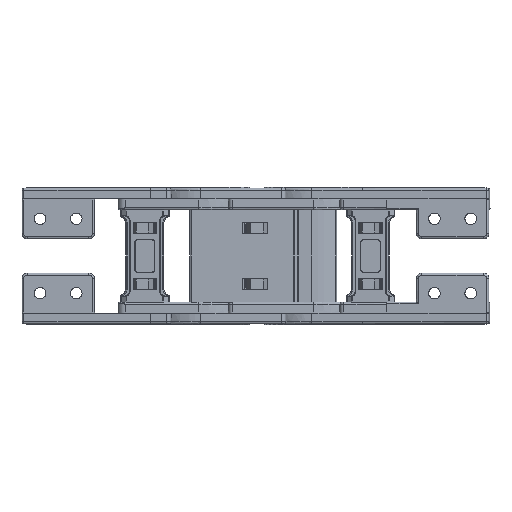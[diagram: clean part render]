
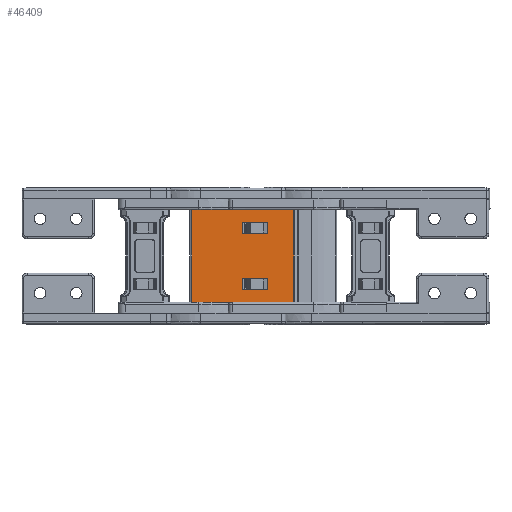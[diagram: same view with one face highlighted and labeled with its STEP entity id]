
A CAD part, front view. The second image highlights one B-rep face of the part: STEP entity #46409.
In plain terms, the highlighted planar face has unit normal (0, -1, 0).
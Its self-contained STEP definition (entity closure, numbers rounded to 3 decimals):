
#976 = EDGE_CURVE ( 'NONE', #18143, #5695, #20743, .T. ) ;
#1971 = VERTEX_POINT ( 'NONE', #63528 ) ;
#3661 = CARTESIAN_POINT ( 'NONE',  ( -77.484, 143.854, 36.447 ) ) ;
#3665 = VECTOR ( 'NONE', #87012, 1000. ) ;
#3683 = LINE ( 'NONE', #73655, #4931 ) ;
#3811 = EDGE_CURVE ( 'NONE', #1971, #4310, #76936, .T. ) ;
#4278 = VECTOR ( 'NONE', #14763, 1000. ) ;
#4310 = VERTEX_POINT ( 'NONE', #47991 ) ;
#4931 = VECTOR ( 'NONE', #56796, 1000. ) ;
#5312 = VECTOR ( 'NONE', #49898, 1000. ) ;
#5695 = VERTEX_POINT ( 'NONE', #45429 ) ;
#6740 = ORIENTED_EDGE ( 'NONE', *, *, #42855, .F. ) ;
#10596 = LINE ( 'NONE', #89256, #15603 ) ;
#11589 = EDGE_CURVE ( 'NONE', #39376, #70139, #93766, .T. ) ;
#13261 = VERTEX_POINT ( 'NONE', #36818 ) ;
#14763 = DIRECTION ( 'NONE',  ( 1., 0., 0. ) ) ;
#15603 = VECTOR ( 'NONE', #65423, 1000. ) ;
#18143 = VERTEX_POINT ( 'NONE', #104116 ) ;
#19011 = EDGE_CURVE ( 'NONE', #70139, #67209, #43112, .T. ) ;
#19628 = EDGE_LOOP ( 'NONE', ( #25873, #51177, #79717, #94534 ) ) ;
#20743 = LINE ( 'NONE', #95061, #33322 ) ;
#23034 = EDGE_CURVE ( 'NONE', #4310, #13261, #3683, .T. ) ;
#23405 = DIRECTION ( 'NONE',  ( 0., 0., 1. ) ) ;
#23430 = LINE ( 'NONE', #28526, #61180 ) ;
#23856 = CARTESIAN_POINT ( 'NONE',  ( -77.484, 143.854, 42.747 ) ) ;
#23867 = ORIENTED_EDGE ( 'NONE', *, *, #19011, .T. ) ;
#23891 = EDGE_CURVE ( 'NONE', #43031, #39376, #67477, .T. ) ;
#24134 = LINE ( 'NONE', #59365, #5312 ) ;
#24805 = AXIS2_PLACEMENT_3D ( 'NONE', #73416, #81478, #89515 ) ;
#25077 = LINE ( 'NONE', #52268, #3665 ) ;
#25873 = ORIENTED_EDGE ( 'NONE', *, *, #23034, .T. ) ;
#28526 = CARTESIAN_POINT ( 'NONE',  ( -49.264, 143.854, 131.117 ) ) ;
#33322 = VECTOR ( 'NONE', #23405, 1000. ) ;
#35719 = LINE ( 'NONE', #23856, #4278 ) ;
#36818 = CARTESIAN_POINT ( 'NONE',  ( -105.464, 143.854, -1.503 ) ) ;
#39376 = VERTEX_POINT ( 'NONE', #69207 ) ;
#39656 = DIRECTION ( 'NONE',  ( 0., 0., -1. ) ) ;
#42855 = EDGE_CURVE ( 'NONE', #5695, #49971, #24134, .T. ) ;
#43031 = VERTEX_POINT ( 'NONE', #100660 ) ;
#43112 = LINE ( 'NONE', #59046, #73294 ) ;
#43120 = CARTESIAN_POINT ( 'NONE',  ( -80.484, 143.854, 49.497 ) ) ;
#45429 = CARTESIAN_POINT ( 'NONE',  ( -63.484, 143.854, 11.547 ) ) ;
#46409 = ADVANCED_FACE ( 'NONE', ( #56558, #75420, #89174 ), #65337, .F. ) ;
#46721 = EDGE_CURVE ( 'NONE', #82170, #13261, #25077, .T. ) ;
#47341 = VERTEX_POINT ( 'NONE', #101556 ) ;
#47991 = CARTESIAN_POINT ( 'NONE',  ( -105.464, 143.854, 49.497 ) ) ;
#49898 = DIRECTION ( 'NONE',  ( -1., 0., 0. ) ) ;
#49971 = VERTEX_POINT ( 'NONE', #52926 ) ;
#51177 = ORIENTED_EDGE ( 'NONE', *, *, #46721, .F. ) ;
#52268 = CARTESIAN_POINT ( 'NONE',  ( -80.484, 143.854, -1.503 ) ) ;
#52926 = CARTESIAN_POINT ( 'NONE',  ( -77.484, 143.854, 11.547 ) ) ;
#56558 = FACE_BOUND ( 'NONE', #93216, .T. ) ;
#56796 = DIRECTION ( 'NONE',  ( 0., 0., -1. ) ) ;
#57806 = VECTOR ( 'NONE', #72135, 1000. ) ;
#59046 = CARTESIAN_POINT ( 'NONE',  ( -77.484, 143.854, 36.447 ) ) ;
#59238 = ORIENTED_EDGE ( 'NONE', *, *, #23891, .T. ) ;
#59365 = CARTESIAN_POINT ( 'NONE',  ( -77.484, 143.854, 11.547 ) ) ;
#59505 = EDGE_CURVE ( 'NONE', #1971, #82170, #23430, .T. ) ;
#60512 = ORIENTED_EDGE ( 'NONE', *, *, #93624, .F. ) ;
#61180 = VECTOR ( 'NONE', #91716, 1000. ) ;
#62541 = CARTESIAN_POINT ( 'NONE',  ( -77.484, 143.854, 36.447 ) ) ;
#63528 = CARTESIAN_POINT ( 'NONE',  ( -49.264, 143.854, 49.497 ) ) ;
#65071 = CARTESIAN_POINT ( 'NONE',  ( -77.484, 143.854, 42.747 ) ) ;
#65337 = PLANE ( 'NONE',  #24805 ) ;
#65423 = DIRECTION ( 'NONE',  ( 1., 0., 0. ) ) ;
#67209 = VERTEX_POINT ( 'NONE', #65071 ) ;
#67477 = LINE ( 'NONE', #86042, #101285 ) ;
#69207 = CARTESIAN_POINT ( 'NONE',  ( -63.484, 143.854, 36.447 ) ) ;
#70139 = VERTEX_POINT ( 'NONE', #3661 ) ;
#70781 = EDGE_CURVE ( 'NONE', #67209, #43031, #35719, .T. ) ;
#71838 = ORIENTED_EDGE ( 'NONE', *, *, #11589, .T. ) ;
#71928 = CARTESIAN_POINT ( 'NONE',  ( -49.264, 143.854, -1.503 ) ) ;
#72135 = DIRECTION ( 'NONE',  ( 0., 0., -1. ) ) ;
#72428 = VECTOR ( 'NONE', #94112, 1000. ) ;
#73294 = VECTOR ( 'NONE', #77693, 1000. ) ;
#73416 = CARTESIAN_POINT ( 'NONE',  ( -80.484, 143.854, 49.497 ) ) ;
#73655 = CARTESIAN_POINT ( 'NONE',  ( -105.464, 143.854, 131.117 ) ) ;
#75420 = FACE_OUTER_BOUND ( 'NONE', #19628, .T. ) ;
#76936 = LINE ( 'NONE', #43120, #81959 ) ;
#76999 = ORIENTED_EDGE ( 'NONE', *, *, #976, .F. ) ;
#77693 = DIRECTION ( 'NONE',  ( 0., 0., 1. ) ) ;
#79717 = ORIENTED_EDGE ( 'NONE', *, *, #59505, .F. ) ;
#81478 = DIRECTION ( 'NONE',  ( 0., 1., 0. ) ) ;
#81959 = VECTOR ( 'NONE', #91559, 1000. ) ;
#81983 = EDGE_LOOP ( 'NONE', ( #6740, #76999, #95974, #60512 ) ) ;
#82170 = VERTEX_POINT ( 'NONE', #71928 ) ;
#86042 = CARTESIAN_POINT ( 'NONE',  ( -63.484, 143.854, 36.447 ) ) ;
#87012 = DIRECTION ( 'NONE',  ( -1., 0., 0. ) ) ;
#89174 = FACE_BOUND ( 'NONE', #81983, .T. ) ;
#89256 = CARTESIAN_POINT ( 'NONE',  ( -77.484, 143.854, 5.247 ) ) ;
#89515 = DIRECTION ( 'NONE',  ( 0., 0., -1. ) ) ;
#91559 = DIRECTION ( 'NONE',  ( -1., 0., 0. ) ) ;
#91716 = DIRECTION ( 'NONE',  ( 0., 0., -1. ) ) ;
#93216 = EDGE_LOOP ( 'NONE', ( #71838, #23867, #93687, #59238 ) ) ;
#93624 = EDGE_CURVE ( 'NONE', #49971, #47341, #98006, .T. ) ;
#93687 = ORIENTED_EDGE ( 'NONE', *, *, #70781, .T. ) ;
#93766 = LINE ( 'NONE', #62541, #72428 ) ;
#94112 = DIRECTION ( 'NONE',  ( -1., 0., 0. ) ) ;
#94534 = ORIENTED_EDGE ( 'NONE', *, *, #3811, .T. ) ;
#95061 = CARTESIAN_POINT ( 'NONE',  ( -63.484, 143.854, 11.547 ) ) ;
#95974 = ORIENTED_EDGE ( 'NONE', *, *, #98732, .F. ) ;
#98006 = LINE ( 'NONE', #104048, #57806 ) ;
#98732 = EDGE_CURVE ( 'NONE', #47341, #18143, #10596, .T. ) ;
#100660 = CARTESIAN_POINT ( 'NONE',  ( -63.484, 143.854, 42.747 ) ) ;
#101285 = VECTOR ( 'NONE', #39656, 1000. ) ;
#101556 = CARTESIAN_POINT ( 'NONE',  ( -77.484, 143.854, 5.247 ) ) ;
#104048 = CARTESIAN_POINT ( 'NONE',  ( -77.484, 143.854, 11.547 ) ) ;
#104116 = CARTESIAN_POINT ( 'NONE',  ( -63.484, 143.854, 5.247 ) ) ;
